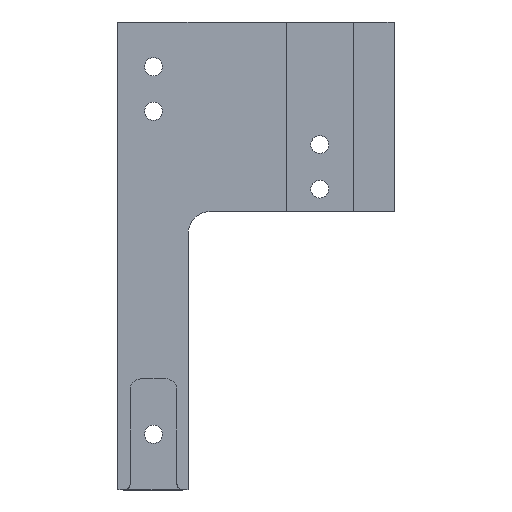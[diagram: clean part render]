
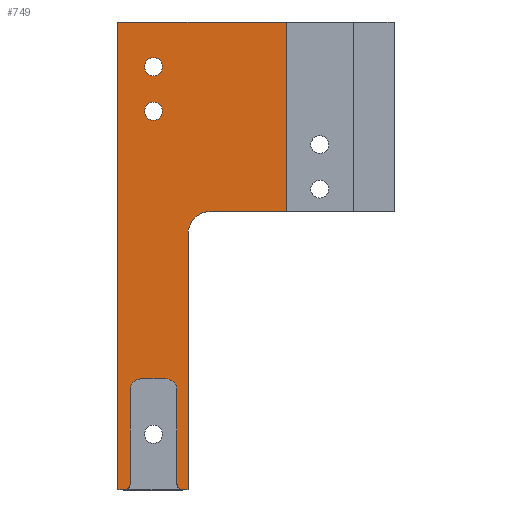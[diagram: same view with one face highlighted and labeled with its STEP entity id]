
A CAD part, top view. The second image highlights one B-rep face of the part: STEP entity #749.
In plain terms, the highlighted planar face has unit normal (0, 0, 1).
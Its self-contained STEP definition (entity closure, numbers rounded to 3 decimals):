
#33=FACE_BOUND('',#159,.T.);
#34=FACE_BOUND('',#160,.T.);
#44=ELLIPSE('',#778,1.155,1.);
#46=ELLIPSE('',#782,1.155,1.);
#49=ELLIPSE('',#794,0.577,0.5);
#50=ELLIPSE('',#796,0.577,0.5);
#51=CIRCLE('',#774,2.);
#54=CIRCLE('',#788,0.812);
#56=CIRCLE('',#791,0.812);
#116=FACE_OUTER_BOUND('',#158,.T.);
#158=EDGE_LOOP('',(#650,#651,#652,#653,#654,#655,#656,#657,#658,#659,#660,
#661,#662,#663,#664));
#159=EDGE_LOOP('',(#665));
#160=EDGE_LOOP('',(#666));
#180=LINE('',#1050,#249);
#185=LINE('',#1060,#254);
#189=LINE('',#1067,#258);
#195=LINE('',#1079,#264);
#201=LINE('',#1100,#270);
#209=LINE('',#1137,#278);
#227=LINE('',#1336,#296);
#235=LINE('',#1350,#304);
#236=LINE('',#1352,#305);
#237=LINE('',#1354,#306);
#249=VECTOR('',#847,10.);
#254=VECTOR('',#854,10.);
#258=VECTOR('',#858,10.);
#264=VECTOR('',#868,10.);
#270=VECTOR('',#888,10.);
#278=VECTOR('',#932,10.);
#296=VECTOR('',#1000,10.);
#304=VECTOR('',#1014,10.);
#305=VECTOR('',#1017,10.);
#306=VECTOR('',#1020,10.);
#316=VERTEX_POINT('',#1047);
#317=VERTEX_POINT('',#1049);
#320=VERTEX_POINT('',#1057);
#321=VERTEX_POINT('',#1059);
#324=VERTEX_POINT('',#1065);
#328=VERTEX_POINT('',#1077);
#329=VERTEX_POINT('',#1081);
#333=VERTEX_POINT('',#1090);
#334=VERTEX_POINT('',#1092);
#336=VERTEX_POINT('',#1098);
#338=VERTEX_POINT('',#1104);
#342=VERTEX_POINT('',#1117);
#344=VERTEX_POINT('',#1123);
#346=VERTEX_POINT('',#1129);
#347=VERTEX_POINT('',#1133);
#374=VERTEX_POINT('',#1330);
#376=VERTEX_POINT('',#1334);
#389=EDGE_CURVE('',#317,#316,#180,.T.);
#394=EDGE_CURVE('',#320,#321,#185,.T.);
#398=EDGE_CURVE('',#324,#316,#189,.T.);
#404=EDGE_CURVE('',#328,#320,#195,.T.);
#405=EDGE_CURVE('',#329,#328,#51,.T.);
#410=EDGE_CURVE('',#333,#334,#44,.T.);
#414=EDGE_CURVE('',#336,#333,#201,.T.);
#417=EDGE_CURVE('',#338,#336,#46,.T.);
#423=EDGE_CURVE('',#342,#342,#54,.T.);
#426=EDGE_CURVE('',#344,#344,#56,.T.);
#429=EDGE_CURVE('',#321,#346,#49,.T.);
#431=EDGE_CURVE('',#347,#324,#50,.T.);
#433=EDGE_CURVE('',#347,#334,#209,.T.);
#472=EDGE_CURVE('',#374,#376,#227,.T.);
#480=EDGE_CURVE('',#374,#329,#235,.T.);
#481=EDGE_CURVE('',#338,#346,#236,.T.);
#482=EDGE_CURVE('',#317,#376,#237,.T.);
#650=ORIENTED_EDGE('',*,*,#431,.F.);
#651=ORIENTED_EDGE('',*,*,#433,.T.);
#652=ORIENTED_EDGE('',*,*,#410,.F.);
#653=ORIENTED_EDGE('',*,*,#414,.F.);
#654=ORIENTED_EDGE('',*,*,#417,.F.);
#655=ORIENTED_EDGE('',*,*,#481,.T.);
#656=ORIENTED_EDGE('',*,*,#429,.F.);
#657=ORIENTED_EDGE('',*,*,#394,.F.);
#658=ORIENTED_EDGE('',*,*,#404,.F.);
#659=ORIENTED_EDGE('',*,*,#405,.F.);
#660=ORIENTED_EDGE('',*,*,#480,.F.);
#661=ORIENTED_EDGE('',*,*,#472,.T.);
#662=ORIENTED_EDGE('',*,*,#482,.F.);
#663=ORIENTED_EDGE('',*,*,#389,.T.);
#664=ORIENTED_EDGE('',*,*,#398,.F.);
#665=ORIENTED_EDGE('',*,*,#423,.T.);
#666=ORIENTED_EDGE('',*,*,#426,.T.);
#712=PLANE('',#827);
#749=ADVANCED_FACE('',(#116,#33,#34),#712,.T.);
#774=AXIS2_PLACEMENT_3D('',#1082,#871,#872);
#778=AXIS2_PLACEMENT_3D('',#1093,#881,#882);
#782=AXIS2_PLACEMENT_3D('',#1106,#894,#895);
#788=AXIS2_PLACEMENT_3D('',#1118,#908,#909);
#791=AXIS2_PLACEMENT_3D('',#1124,#915,#916);
#794=AXIS2_PLACEMENT_3D('',#1130,#922,#923);
#796=AXIS2_PLACEMENT_3D('',#1134,#927,#928);
#827=AXIS2_PLACEMENT_3D('',#1353,#1018,#1019);
#847=DIRECTION('',(0.,-1.,0.));
#854=DIRECTION('',(-1.,0.,0.));
#858=DIRECTION('',(-1.,0.,0.));
#868=DIRECTION('',(0.,-1.,0.));
#871=DIRECTION('center_axis',(0.,0.,1.));
#872=DIRECTION('ref_axis',(-0.707,0.707,0.));
#881=DIRECTION('center_axis',(0.,0.,1.));
#882=DIRECTION('ref_axis',(-1.,0.,0.));
#888=DIRECTION('',(-1.,0.,0.));
#894=DIRECTION('center_axis',(0.,0.,1.));
#895=DIRECTION('ref_axis',(1.,0.,0.));
#908=DIRECTION('center_axis',(0.,0.,-1.));
#909=DIRECTION('ref_axis',(1.,0.,0.));
#915=DIRECTION('center_axis',(0.,0.,-1.));
#916=DIRECTION('ref_axis',(1.,0.,0.));
#922=DIRECTION('center_axis',(0.,0.,-1.));
#923=DIRECTION('ref_axis',(-1.,0.,0.));
#927=DIRECTION('center_axis',(0.,0.,-1.));
#928=DIRECTION('ref_axis',(1.,0.,0.));
#932=DIRECTION('',(0.,1.,0.));
#1000=DIRECTION('',(0.,1.,0.));
#1014=DIRECTION('',(-1.,0.,0.));
#1017=DIRECTION('',(0.,-1.,0.));
#1018=DIRECTION('center_axis',(0.,0.,1.));
#1019=DIRECTION('ref_axis',(1.,0.,0.));
#1020=DIRECTION('',(1.,0.,0.));
#1047=CARTESIAN_POINT('',(-12.4,-33.5,0.775));
#1049=CARTESIAN_POINT('',(-12.4,8.5,0.775));
#1050=CARTESIAN_POINT('',(-12.4,0.,0.775));
#1057=CARTESIAN_POINT('',(-6.092,-33.5,0.775));
#1059=CARTESIAN_POINT('',(-6.514,-33.5,0.775));
#1060=CARTESIAN_POINT('',(2.712,-33.5,0.775));
#1065=CARTESIAN_POINT('',(-11.886,-33.5,0.775));
#1067=CARTESIAN_POINT('',(-11.308,-33.5,0.775));
#1077=CARTESIAN_POINT('',(-6.092,-10.5,0.775));
#1079=CARTESIAN_POINT('',(-6.092,-8.5,0.775));
#1081=CARTESIAN_POINT('',(-4.092,-8.5,0.775));
#1082=CARTESIAN_POINT('Origin',(-4.092,-10.5,0.775));
#1090=CARTESIAN_POINT('',(-10.153,-23.5,0.775));
#1092=CARTESIAN_POINT('',(-11.308,-24.5,0.775));
#1093=CARTESIAN_POINT('Origin',(-10.153,-24.5,0.775));
#1098=CARTESIAN_POINT('',(-8.247,-23.5,0.775));
#1100=CARTESIAN_POINT('',(-7.092,-23.5,0.775));
#1104=CARTESIAN_POINT('',(-7.092,-24.5,0.775));
#1106=CARTESIAN_POINT('Origin',(-8.247,-24.5,0.775));
#1117=CARTESIAN_POINT('',(-10.012,4.5,0.775));
#1118=CARTESIAN_POINT('Origin',(-9.2,4.5,0.775));
#1123=CARTESIAN_POINT('',(-10.012,0.5,0.775));
#1124=CARTESIAN_POINT('Origin',(-9.2,0.5,0.775));
#1129=CARTESIAN_POINT('',(-7.092,-33.,0.775));
#1130=CARTESIAN_POINT('Origin',(-6.514,-33.,0.775));
#1133=CARTESIAN_POINT('',(-11.308,-33.,0.775));
#1134=CARTESIAN_POINT('Origin',(-11.886,-33.,0.775));
#1137=CARTESIAN_POINT('',(-11.308,4.25,0.775));
#1330=CARTESIAN_POINT('',(2.712,-8.5,0.775));
#1334=CARTESIAN_POINT('',(2.712,8.5,0.775));
#1336=CARTESIAN_POINT('',(2.712,4.25,0.775));
#1350=CARTESIAN_POINT('',(12.4,-8.5,0.775));
#1352=CARTESIAN_POINT('',(-7.092,4.25,0.775));
#1353=CARTESIAN_POINT('Origin',(-12.4,0.,0.775));
#1354=CARTESIAN_POINT('',(12.4,8.5,0.775));
